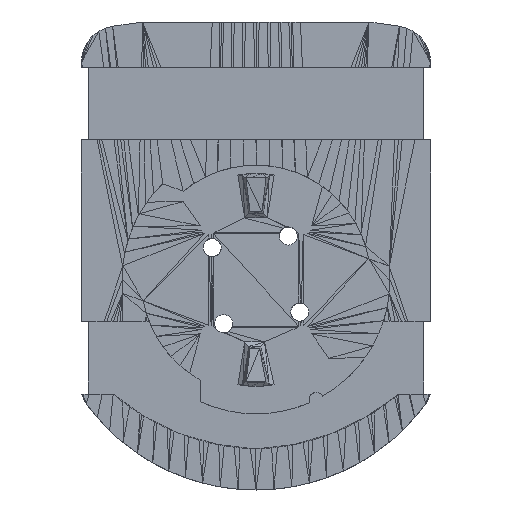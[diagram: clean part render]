
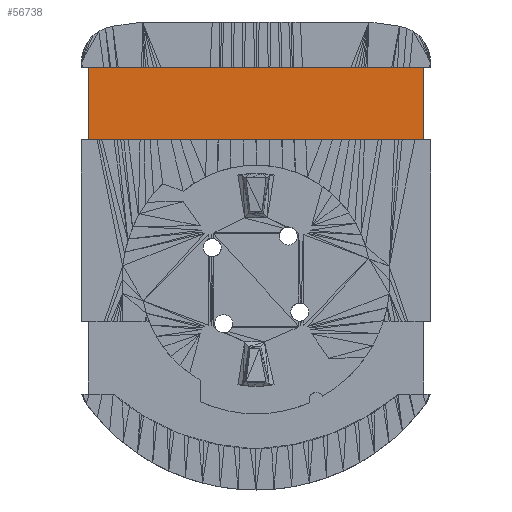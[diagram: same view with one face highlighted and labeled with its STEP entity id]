
A CAD part, top view. The second image highlights one B-rep face of the part: STEP entity #56738.
In plain terms, the highlighted planar face has unit normal (0, 0, 1).
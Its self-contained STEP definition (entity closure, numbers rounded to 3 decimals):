
#11549 = CARTESIAN_POINT ( 'NONE',  ( -125.995, 27.912, 1. ) ) ;
#11550 = DIRECTION ( 'NONE',  ( 1., 0., 0. ) ) ;
#11610 = CARTESIAN_POINT ( 'NONE',  ( -125.995, 35.912, 1. ) ) ;
#11637 = DIRECTION ( 'NONE',  ( -1., 0., 0. ) ) ;
#12055 = LINE ( 'NONE', #11610, #12075 ) ;
#12057 = LINE ( 'NONE', #11549, #12149 ) ;
#12075 = VECTOR ( 'NONE', #11637, 1000. ) ;
#12149 = VECTOR ( 'NONE', #11550, 1000. ) ;
#16878 = AXIS2_PLACEMENT_3D ( 'NONE', #39369, #39386, #39388 ) ;
#25331 = LINE ( 'NONE', #26628, #25332 ) ;
#25332 = VECTOR ( 'NONE', #26636, 1000. ) ;
#26628 = CARTESIAN_POINT ( 'NONE',  ( -121.882, 36.479, 1. ) ) ;
#26636 = DIRECTION ( 'NONE',  ( 0., -1., 0. ) ) ;
#28963 = CARTESIAN_POINT ( 'NONE',  ( -121.882, 35.912, 1. ) ) ;
#28986 = CARTESIAN_POINT ( 'NONE',  ( -121.882, 27.912, 1. ) ) ;
#30994 = CARTESIAN_POINT ( 'NONE',  ( -84.838, 27.912, 1. ) ) ;
#31111 = CARTESIAN_POINT ( 'NONE',  ( -84.838, 35.912, 1. ) ) ;
#35821 = CARTESIAN_POINT ( 'NONE',  ( -84.838, 36.479, 1. ) ) ;
#35878 = DIRECTION ( 'NONE',  ( 0., 1., 0. ) ) ;
#36530 = LINE ( 'NONE', #35821, #36532 ) ;
#36532 = VECTOR ( 'NONE', #35878, 1000. ) ;
#37234 = FACE_OUTER_BOUND ( 'NONE', #55677, .T. ) ;
#39369 = CARTESIAN_POINT ( 'NONE',  ( -125.995, 27.912, 1. ) ) ;
#39386 = DIRECTION ( 'NONE',  ( 0., 0., 1. ) ) ;
#39388 = DIRECTION ( 'NONE',  ( 1., 0., 0. ) ) ;
#39398 = PLANE ( 'NONE',  #16878 ) ;
#45705 = EDGE_CURVE ( 'NONE', #46348, #46330, #25331, .T. ) ;
#46330 = VERTEX_POINT ( 'NONE', #28986 ) ;
#46348 = VERTEX_POINT ( 'NONE', #28963 ) ;
#46865 = VERTEX_POINT ( 'NONE', #30994 ) ;
#46924 = VERTEX_POINT ( 'NONE', #31111 ) ;
#48466 = ORIENTED_EDGE ( 'NONE', *, *, #57303, .T. ) ;
#48479 = ORIENTED_EDGE ( 'NONE', *, *, #57324, .T. ) ;
#48508 = ORIENTED_EDGE ( 'NONE', *, *, #50509, .T. ) ;
#48523 = ORIENTED_EDGE ( 'NONE', *, *, #45705, .T. ) ;
#50509 = EDGE_CURVE ( 'NONE', #46865, #46924, #36530, .T. ) ;
#55677 = EDGE_LOOP ( 'NONE', ( #48523, #48466, #48508, #48479 ) ) ;
#56738 = ADVANCED_FACE ( 'NONE', ( #37234 ), #39398, .T. ) ;
#57303 = EDGE_CURVE ( 'NONE', #46330, #46865, #12057, .T. ) ;
#57324 = EDGE_CURVE ( 'NONE', #46924, #46348, #12055, .T. ) ;
